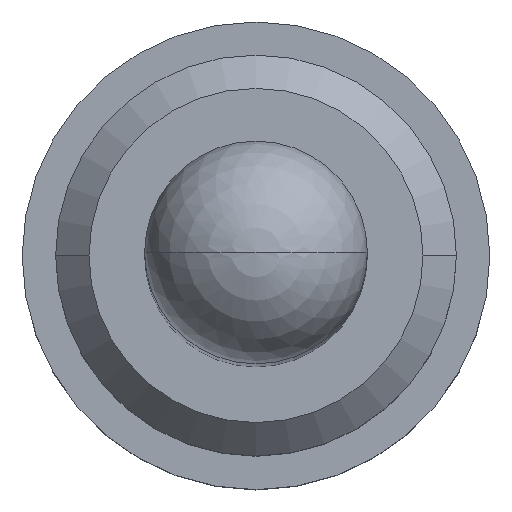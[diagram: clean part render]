
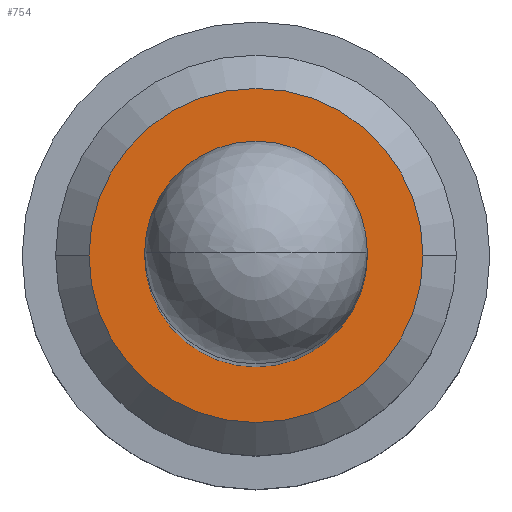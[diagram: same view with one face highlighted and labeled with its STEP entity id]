
A CAD part, top view. The second image highlights one B-rep face of the part: STEP entity #754.
In plain terms, the highlighted planar face has unit normal (0, 0, 1).
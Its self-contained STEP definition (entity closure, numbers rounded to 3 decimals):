
#277=CARTESIAN_POINT('',(0.,0.,-0.75));
#278=DIRECTION('',(0.,0.,-1.));
#279=DIRECTION('',(-1.,0.,0.));
#280=AXIS2_PLACEMENT_3D('',#277,#278,#279);
#282=CARTESIAN_POINT('',(0.,0.,-0.75));
#283=DIRECTION('',(0.,0.,1.));
#284=DIRECTION('',(-1.,0.,0.));
#285=AXIS2_PLACEMENT_3D('',#282,#283,#284);
#287=CARTESIAN_POINT('',(0.,0.,-0.75));
#288=DIRECTION('',(0.,0.,1.));
#289=DIRECTION('',(-1.,0.,0.));
#290=AXIS2_PLACEMENT_3D('',#287,#288,#289);
#296=CARTESIAN_POINT('',(0.,0.,-0.75));
#297=DIRECTION('',(0.,0.,-1.));
#298=DIRECTION('',(-1.,0.,0.));
#299=AXIS2_PLACEMENT_3D('',#296,#297,#298);
#355=CARTESIAN_POINT('',(-0.75,0.,-0.75));
#356=VERTEX_POINT('',#355);
#357=CARTESIAN_POINT('',(-0.5,0.,-0.75));
#359=VERTEX_POINT('',#357);
#385=CARTESIAN_POINT('',(0.75,0.,-0.75));
#386=VERTEX_POINT('',#385);
#387=CARTESIAN_POINT('',(0.5,0.,-0.75));
#389=VERTEX_POINT('',#387);
#739=CARTESIAN_POINT('',(0.,0.,-0.75));
#740=DIRECTION('',(0.,0.,1.));
#741=DIRECTION('',(-1.,0.,0.));
#742=AXIS2_PLACEMENT_3D('',#739,#740,#741);
#743=PLANE('',#742);
#744=ORIENTED_EDGE('',*,*,#721,.T.);
#745=ORIENTED_EDGE('',*,*,#732,.F.);
#746=EDGE_LOOP('',(#744,#745));
#747=FACE_OUTER_BOUND('',#746,.F.);
#749=ORIENTED_EDGE('',*,*,#748,.T.);
#751=ORIENTED_EDGE('',*,*,#750,.F.);
#752=EDGE_LOOP('',(#749,#751));
#753=FACE_BOUND('',#752,.F.);
#754=ADVANCED_FACE('',(#747,#753),#743,.T.);
#281=CIRCLE('',#280,0.75);
#286=CIRCLE('',#285,0.75);
#291=CIRCLE('',#290,0.5);
#300=CIRCLE('',#299,0.5);
#721=EDGE_CURVE('',#356,#386,#281,.T.);
#732=EDGE_CURVE('',#356,#386,#286,.T.);
#748=EDGE_CURVE('',#359,#389,#291,.T.);
#750=EDGE_CURVE('',#359,#389,#300,.T.);
